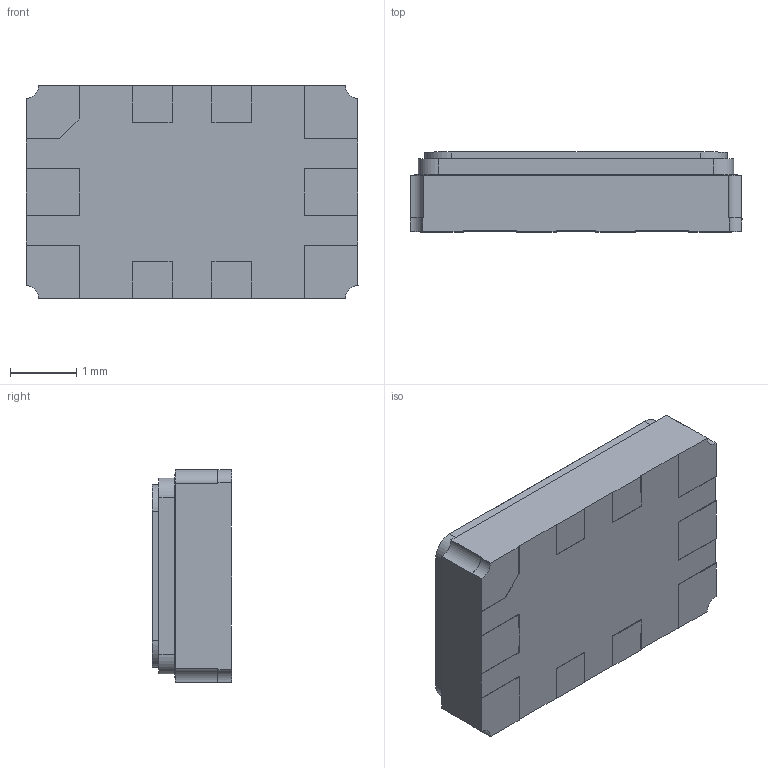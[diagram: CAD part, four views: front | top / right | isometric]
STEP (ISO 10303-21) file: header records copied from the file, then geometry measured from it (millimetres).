
FILE_DESCRIPTION (( 'STEP AP214' ), '1' );
FILE_NAME ('CCA181A 5032 Niku 10PD Flip Chip AIO Assy (Hollow).STEP', '2023-10-25T19:48:10', ( '' ), ( '' ), 'SwSTEP 2.0', 'SolidWorks 2021', '' );
FILE_SCHEMA (( 'AUTOMOTIVE_DESIGN' ));
Length unit declared in the file: millimetre
Products named in the file (3): CCA181A  5032 Niku 10PD Flip Chip AIO Assy (Hollow); OC0254A  Cover OSC MET 4.55x2.75x0.1mm Hermetic; PH0565B (Hollow))
Assembly tree (2 placements, depth 2):
  CCA181A  5032 Niku 10PD Flip Chip AIO Assy (Hollow)
    PH0565B (Hollow))
    OC0254A  Cover OSC MET 4.55x2.75x0.1mm Hermetic
Bounding box: 5 x 1.2 x 3.2 mm (x, y, z)
Volume: 13.5 mm3; surface area: 81.2 mm2
Topology: 2 solids, 2 shells, 92 faces, 255 edges, 170 vertices
Faces by surface type: plane 68, cylinder 24
Entity records: 3862 total; most frequent: CARTESIAN_POINT 522, ORIENTED_EDGE 510, DIRECTION 497, EDGE_CURVE 255, LINE 207, VECTOR 207, VERTEX_POINT 170, AXIS2_PLACEMENT_3D 145
